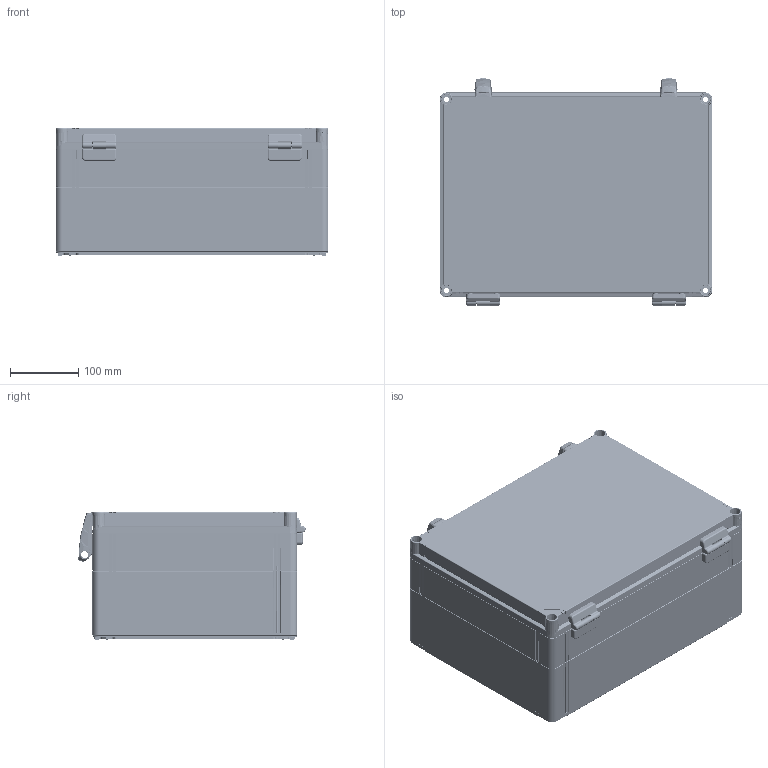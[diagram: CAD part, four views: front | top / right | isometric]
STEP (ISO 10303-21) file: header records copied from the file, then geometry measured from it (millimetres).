
FILE_DESCRIPTION((''),'2;1');
FILE_NAME('WPCP304018T_ASM','2009-01-05T',('pasi_koskela'),(''),'PRO/ENGINEER BY PARAMETRIC TECHNOLOGY CORPORATION, 2008250','PRO/ENGINEER BY PARAMETRIC TECHNOLOGY CORPORATION, 2008250','');
FILE_SCHEMA(('AUTOMOTIVE_DESIGN_CC2 { 1 2 10303 214 -1 1 5 2 }'));
Products named in the file (13): OPCP304010B_AF0; OPCT304003L_AF0; OPCP304006E_AF0; SARANA_KOTELO; SARANA_KANSI; CUBO_O_SARANATAPPI; CUBO_O_HINGE_ASM; PMR2426_KIINNITYSALUSTA; PMR2427_NIVEL; PMR2425_YL_KIINNITYS; PMR2428_ALAKIINNITYS; UUSISALPA_ASM; WPCP304018T_ASM
Assembly tree (14 placements, depth 3):
  WPCP304018T_ASM
    OPCP304010B_AF0
    OPCT304003L_AF0
    OPCP304006E_AF0
    CUBO_O_HINGE_ASM  x2
      SARANA_KOTELO
      SARANA_KANSI
      CUBO_O_SARANATAPPI
    UUSISALPA_ASM  x2
      PMR2426_KIINNITYSALUSTA
      PMR2427_NIVEL
      PMR2425_YL_KIINNITYS
      PMR2428_ALAKIINNITYS
Bounding box: 400 x 333.15 x 187 mm (x, y, z)
Volume: 2296716.7 mm3; surface area: 1247855.2 mm2
Topology: 17 solids, 17 shells, 6880 faces, 17179 edges, 10510 vertices
Faces by surface type: plane 2321, bspline 1574, cylinder 1477, cone 900, torus 506, sphere 102
Entity records: 246486 total; most frequent: CARTESIAN_POINT 82534, ORIENTED_EDGE 27014, DIRECTION 24028, PRESENTATION_STYLE_ASSIGNMENT 13517, STYLED_ITEM 13517, CURVE_STYLE 13507, EDGE_CURVE 13507, AXIS2_PLACEMENT_3D 8701
